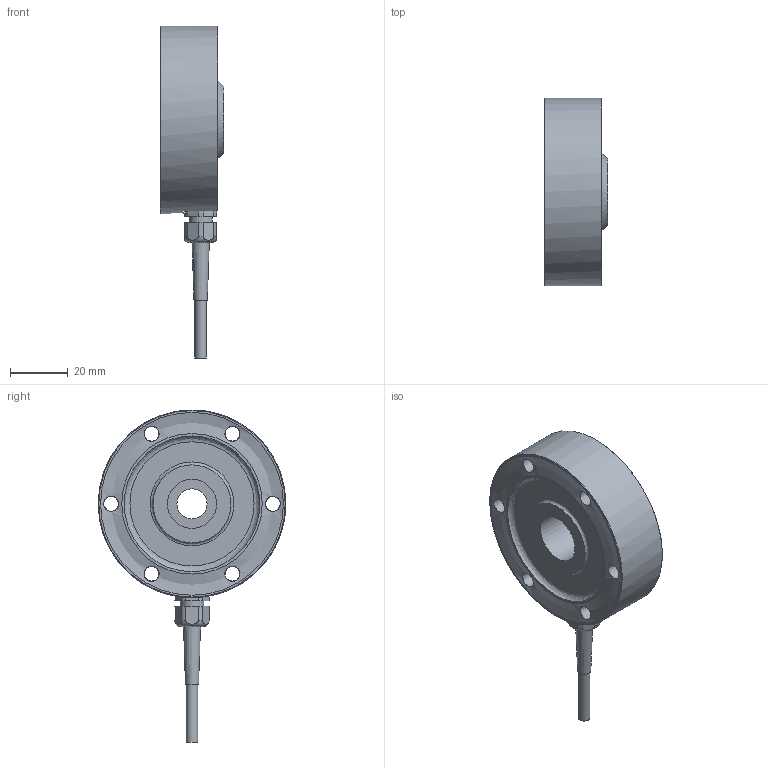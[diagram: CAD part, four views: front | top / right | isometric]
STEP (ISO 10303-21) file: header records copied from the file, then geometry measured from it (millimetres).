
FILE_DESCRIPTION((''),'2;1');
FILE_NAME('EMS70-10 - model.stp','2018-02-12T13:59:25',('PC'),(''),'Autodesk Inventor 2010','Autodesk Inventor 2010','');
FILE_SCHEMA(('AUTOMOTIVE_DESIGN { 1 0 10303 214 1 1 1 1 }'));
Length unit declared in the file: millimetre
Products named in the file (1): EMS70-10 - model
Bounding box: 22 x 65 x 115 mm (x, y, z)
Volume: 58219.8 mm3; surface area: 14571.8 mm2
Topology: 1 solids, 1 shells, 62 faces, 154 edges, 105 vertices
Faces by surface type: plane 28, cylinder 17, bspline 11, cone 5, torus 1
Full cylindrical faces by diameter (mm): 4 x1, 8 x1, 10.4 x1, 17 x1, 65 x1
Entity records: 2256 total; most frequent: CARTESIAN_POINT 904, DIRECTION 268, ORIENTED_EDGE 238, EDGE_CURVE 119, AXIS2_PLACEMENT_3D 111, EDGE_LOOP 109, VERTEX_POINT 92, FACE_OUTER_BOUND 62
